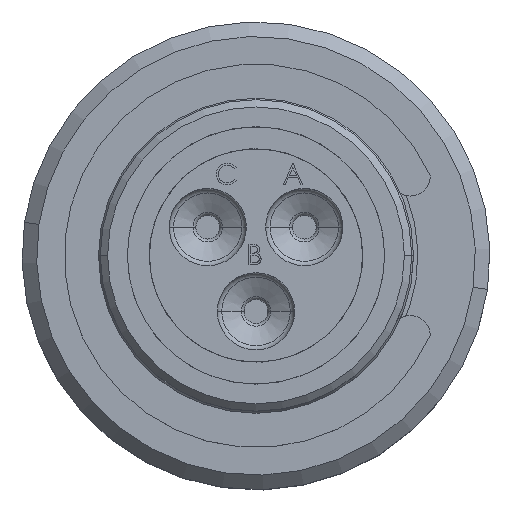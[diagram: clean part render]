
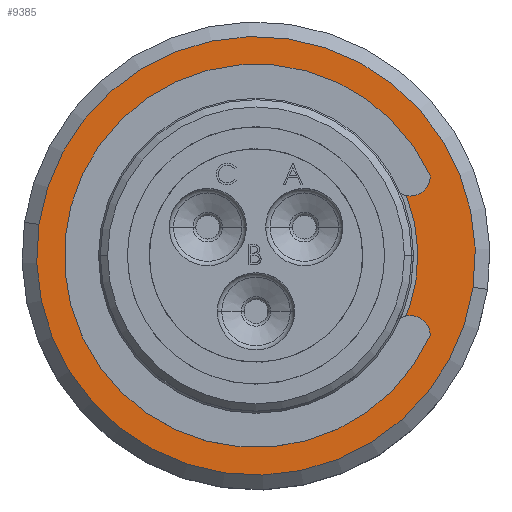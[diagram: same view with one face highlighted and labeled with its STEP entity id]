
A CAD part, top view. The second image highlights one B-rep face of the part: STEP entity #9385.
In plain terms, the highlighted planar face has unit normal (0, 0, 1).
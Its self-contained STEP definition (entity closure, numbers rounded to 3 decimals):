
#211 = DIRECTION ( 'NONE',  ( 0., 0., 1. ) ) ;
#455 = CARTESIAN_POINT ( 'NONE',  ( 0., 0., -8.328 ) ) ;
#633 = FACE_BOUND ( 'NONE', #14344, .T. ) ;
#904 = AXIS2_PLACEMENT_3D ( 'NONE', #455, #211, #10073 ) ;
#1087 = ORIENTED_EDGE ( 'NONE', *, *, #18229, .T. ) ;
#2319 = ORIENTED_EDGE ( 'NONE', *, *, #13979, .T. ) ;
#2937 = VERTEX_POINT ( 'NONE', #15757 ) ;
#3006 = DIRECTION ( 'NONE',  ( 0.99, -0.143, 0. ) ) ;
#3061 = CARTESIAN_POINT ( 'NONE',  ( 5.478, -0.793, -8.328 ) ) ;
#3066 = DIRECTION ( 'NONE',  ( 0., 0., -1. ) ) ;
#3773 = DIRECTION ( 'NONE',  ( -0.99, 0.143, 0. ) ) ;
#3830 = PLANE ( 'NONE',  #6450 ) ;
#3858 = AXIS2_PLACEMENT_3D ( 'NONE', #6794, #10909, #6614 ) ;
#4306 = CARTESIAN_POINT ( 'NONE',  ( 0., 0., -8.328 ) ) ;
#4457 = VERTEX_POINT ( 'NONE', #3061 ) ;
#6183 = ORIENTED_EDGE ( 'NONE', *, *, #11268, .T. ) ;
#6450 = AXIS2_PLACEMENT_3D ( 'NONE', #12425, #12179, #3773 ) ;
#6479 = AXIS2_PLACEMENT_3D ( 'NONE', #14496, #15808, #8810 ) ;
#6614 = DIRECTION ( 'NONE',  ( -0.99, 0.143, 0. ) ) ;
#6794 = CARTESIAN_POINT ( 'NONE',  ( 0., 0., -8.328 ) ) ;
#6985 = CIRCLE ( 'NONE', #10322, 5.535 ) ;
#7922 = CARTESIAN_POINT ( 'NONE',  ( -7.423, 1.074, -8.328 ) ) ;
#8480 = ORIENTED_EDGE ( 'NONE', *, *, #8896, .T. ) ;
#8810 = DIRECTION ( 'NONE',  ( 0.99, -0.143, 0. ) ) ;
#8896 = EDGE_CURVE ( 'NONE', #12164, #10527, #12344, .T. ) ;
#9385 = ADVANCED_FACE ( 'NONE', ( #633, #11397 ), #3830, .T. ) ;
#10073 = DIRECTION ( 'NONE',  ( -0.99, 0.143, 0. ) ) ;
#10322 = AXIS2_PLACEMENT_3D ( 'NONE', #4306, #3066, #3006 ) ;
#10527 = VERTEX_POINT ( 'NONE', #11406 ) ;
#10909 = DIRECTION ( 'NONE',  ( 0., 0., 1. ) ) ;
#11268 = EDGE_CURVE ( 'NONE', #2937, #4457, #17225, .T. ) ;
#11397 = FACE_OUTER_BOUND ( 'NONE', #13757, .T. ) ;
#11406 = CARTESIAN_POINT ( 'NONE',  ( 7.423, -1.074, -8.328 ) ) ;
#12164 = VERTEX_POINT ( 'NONE', #7922 ) ;
#12179 = DIRECTION ( 'NONE',  ( 0., 0., 1. ) ) ;
#12344 = CIRCLE ( 'NONE', #904, 7.5 ) ;
#12425 = CARTESIAN_POINT ( 'NONE',  ( 0., 0., -8.328 ) ) ;
#12823 = CIRCLE ( 'NONE', #3858, 7.5 ) ;
#13757 = EDGE_LOOP ( 'NONE', ( #1087, #8480 ) ) ;
#13979 = EDGE_CURVE ( 'NONE', #4457, #2937, #6985, .T. ) ;
#14344 = EDGE_LOOP ( 'NONE', ( #2319, #6183 ) ) ;
#14496 = CARTESIAN_POINT ( 'NONE',  ( 0., 0., -8.328 ) ) ;
#15757 = CARTESIAN_POINT ( 'NONE',  ( -5.478, 0.793, -8.328 ) ) ;
#15808 = DIRECTION ( 'NONE',  ( 0., 0., -1. ) ) ;
#17225 = CIRCLE ( 'NONE', #6479, 5.535 ) ;
#18229 = EDGE_CURVE ( 'NONE', #10527, #12164, #12823, .T. ) ;
